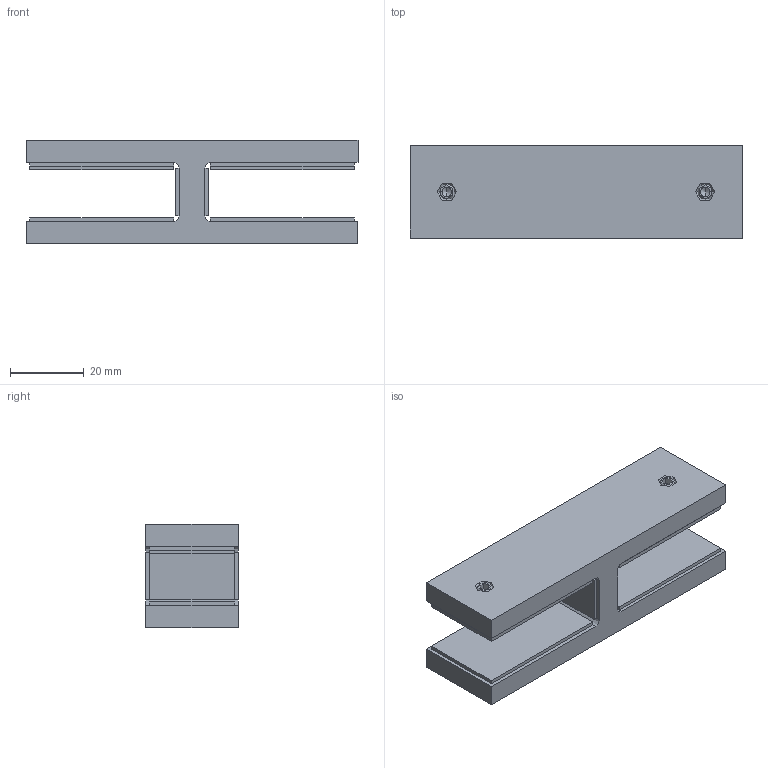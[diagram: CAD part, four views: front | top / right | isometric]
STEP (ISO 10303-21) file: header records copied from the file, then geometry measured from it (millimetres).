
FILE_DESCRIPTION (( 'STEP AP203' ), '1' );
FILE_NAME ('51295-V4A.STEP', '2022-01-27T10:25:11', ( '' ), ( '' ), 'SwSTEP 2.0', 'SolidWorks 2018', '' );
FILE_SCHEMA (( 'CONFIG_CONTROL_DESIGN' ));
Length unit declared in the file: millimetre
Products named in the file (18): 51295-V4A Teil4_51295-V4A Teil4; 51295-V4A Teil4; 51295-V4A Teil3; 51295-V4A Teil3_51295-V4A Teil3; 51295-V4A Teil2; 51295-V4A Teil1; 51295-V4A; DIN913; DIN913_DIN 913 M5x6; 51295-V4A Teil2_51295-V4A Teil2; 51295-V4A Teil1_51295-V4A Teil1
Assembly tree (13 placements, depth 2):
  51295-V4A Teil4
  51295-V4A Teil3
  51295-V4A Teil2
  51295-V4A Teil1
  51295-V4A
    DIN913
    DIN913
Bounding box: 90 x 25 x 28 mm (x, y, z)
Volume: 35815 mm3; surface area: 25630.2 mm2
Topology: 11 solids, 11 shells, 434 faces, 1124 edges, 742 vertices
Faces by surface type: plane 278, bspline 120, cylinder 20, cone 16
Entity records: 21793 total; most frequent: CARTESIAN_POINT 11302, ORIENTED_EDGE 2020, DIRECTION 1384, EDGE_CURVE 1010, VECTOR 718, LINE 718, VERTEX_POINT 669, EDGE_LOOP 417
